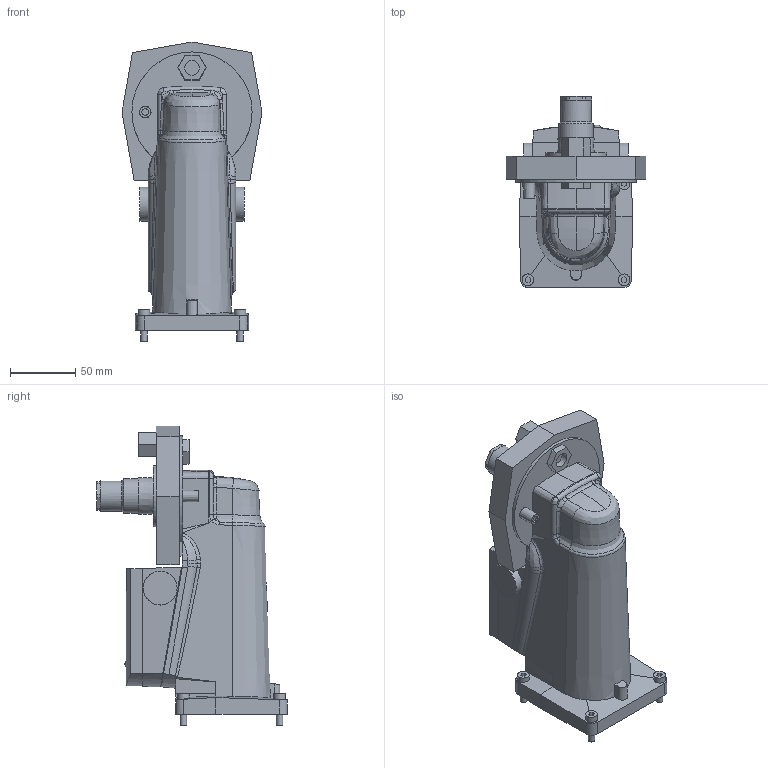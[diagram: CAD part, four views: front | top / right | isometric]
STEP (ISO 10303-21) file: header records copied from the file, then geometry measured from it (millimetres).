
FILE_DESCRIPTION(/* description */ ('Step214-Parts for PM'),/* implementation_level */ '2;1');
FILE_NAME(/* name */ 'SKP25.7...U.stp',/* time_stamp */ '2016-04-04T14:00:06+02:00',/* author */ ('EMC'),/* organization */ ('Siemens'),/* preprocessor_version */ 'ST-DEVELOPER v15',/* originating_system */ 'SIEMENS PLM Software NX 8.5',/* authorisation */ 'EMC/PM');
FILE_SCHEMA (('AUTOMOTIVE_DESIGN { 1 0 10303 214 3 1 1 1 }'));
Length unit declared in the file: millimetre
Products named in the file (1): Volc1A24560E3lke
Bounding box: 107.64 x 146.79 x 230.62 mm (x, y, z)
Volume: 1133810.9 mm3; surface area: 96707.4 mm2
Topology: 1 solids, 1 shells, 262 faces, 664 edges, 427 vertices
Faces by surface type: plane 147, bspline 54, cylinder 36, cone 22, torus 2, sphere 1
Full cylindrical faces by diameter (mm): 5 x4, 9 x4, 11.445 x1, 23.5 x1, 26.441 x1, 47 x1
Entity records: 9471 total; most frequent: CARTESIAN_POINT 3007, ORIENTED_EDGE 1244, DIRECTION 1068, EDGE_CURVE 622, VERTEX_POINT 413, AXIS2_PLACEMENT_3D 380, EDGE_LOOP 313, LINE 308
